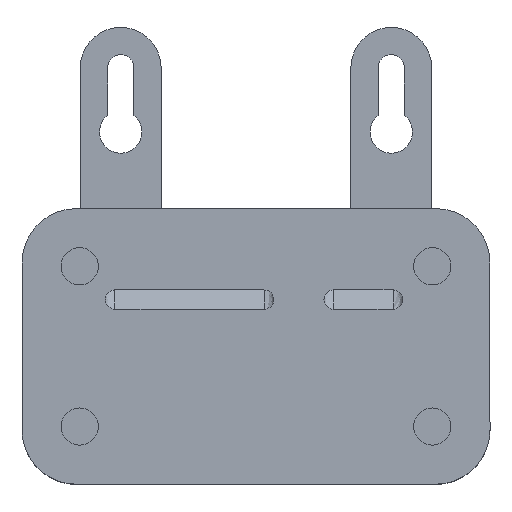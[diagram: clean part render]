
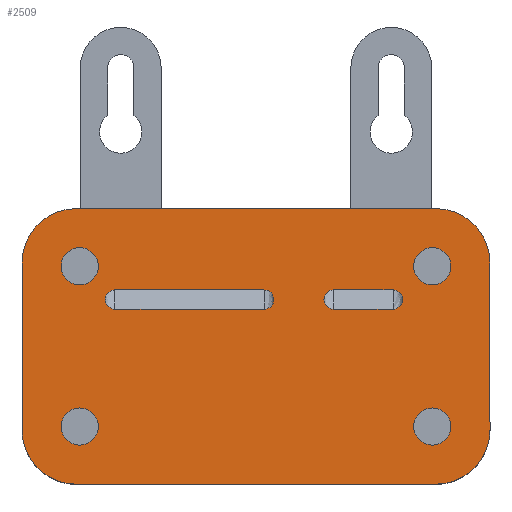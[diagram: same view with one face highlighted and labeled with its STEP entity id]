
A CAD part, top view. The second image highlights one B-rep face of the part: STEP entity #2509.
In plain terms, the highlighted planar face has unit normal (0, 0, 1).
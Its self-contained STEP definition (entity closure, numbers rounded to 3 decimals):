
#58=FACE_BOUND('',#403,.T.);
#59=FACE_BOUND('',#404,.T.);
#60=FACE_BOUND('',#405,.T.);
#61=FACE_BOUND('',#406,.T.);
#62=FACE_BOUND('',#407,.T.);
#63=FACE_BOUND('',#408,.T.);
#121=PLANE('',#2745);
#240=FACE_OUTER_BOUND('',#402,.T.);
#402=EDGE_LOOP('',(#2026,#2027,#2028,#2029,#2030,#2031,#2032,#2033));
#403=EDGE_LOOP('',(#2034,#2035,#2036,#2037));
#404=EDGE_LOOP('',(#2038,#2039,#2040,#2041));
#405=EDGE_LOOP('',(#2042));
#406=EDGE_LOOP('',(#2043));
#407=EDGE_LOOP('',(#2044));
#408=EDGE_LOOP('',(#2045));
#562=LINE('',#3856,#808);
#566=LINE('',#3881,#812);
#570=LINE('',#3902,#816);
#574=LINE('',#3927,#820);
#604=LINE('',#4044,#850);
#605=LINE('',#4048,#851);
#606=LINE('',#4052,#852);
#607=LINE('',#4055,#853);
#808=VECTOR('',#3129,10.);
#812=VECTOR('',#3139,10.);
#816=VECTOR('',#3149,10.);
#820=VECTOR('',#3159,10.);
#850=VECTOR('',#3265,10.);
#851=VECTOR('',#3268,10.);
#852=VECTOR('',#3271,10.);
#853=VECTOR('',#3274,10.);
#1025=CIRCLE('',#2701,1.5);
#1027=CIRCLE('',#2704,1.5);
#1029=CIRCLE('',#2707,1.5);
#1031=CIRCLE('',#2710,1.5);
#1044=CIRCLE('',#2738,2.9);
#1045=CIRCLE('',#2740,2.9);
#1046=CIRCLE('',#2742,2.9);
#1047=CIRCLE('',#2744,2.9);
#1048=CIRCLE('',#2746,8.5);
#1049=CIRCLE('',#2747,8.5);
#1050=CIRCLE('',#2748,8.5);
#1051=CIRCLE('',#2749,8.5);
#1170=VERTEX_POINT('',#3853);
#1171=VERTEX_POINT('',#3855);
#1173=VERTEX_POINT('',#3874);
#1175=VERTEX_POINT('',#3880);
#1178=VERTEX_POINT('',#3899);
#1179=VERTEX_POINT('',#3901);
#1181=VERTEX_POINT('',#3920);
#1183=VERTEX_POINT('',#3926);
#1212=VERTEX_POINT('',#4024);
#1213=VERTEX_POINT('',#4028);
#1214=VERTEX_POINT('',#4032);
#1215=VERTEX_POINT('',#4036);
#1216=VERTEX_POINT('',#4040);
#1217=VERTEX_POINT('',#4041);
#1218=VERTEX_POINT('',#4043);
#1219=VERTEX_POINT('',#4045);
#1220=VERTEX_POINT('',#4047);
#1221=VERTEX_POINT('',#4049);
#1222=VERTEX_POINT('',#4051);
#1223=VERTEX_POINT('',#4053);
#1446=EDGE_CURVE('',#1171,#1170,#562,.T.);
#1449=EDGE_CURVE('',#1173,#1171,#1025,.T.);
#1452=EDGE_CURVE('',#1175,#1173,#566,.T.);
#1455=EDGE_CURVE('',#1170,#1175,#1027,.T.);
#1458=EDGE_CURVE('',#1179,#1178,#570,.T.);
#1461=EDGE_CURVE('',#1181,#1179,#1029,.T.);
#1464=EDGE_CURVE('',#1183,#1181,#574,.T.);
#1467=EDGE_CURVE('',#1178,#1183,#1031,.T.);
#1504=EDGE_CURVE('',#1212,#1212,#1044,.T.);
#1506=EDGE_CURVE('',#1213,#1213,#1045,.T.);
#1508=EDGE_CURVE('',#1214,#1214,#1046,.T.);
#1510=EDGE_CURVE('',#1215,#1215,#1047,.T.);
#1512=EDGE_CURVE('',#1216,#1217,#1048,.T.);
#1513=EDGE_CURVE('',#1217,#1218,#604,.T.);
#1514=EDGE_CURVE('',#1218,#1219,#1049,.T.);
#1515=EDGE_CURVE('',#1219,#1220,#605,.T.);
#1516=EDGE_CURVE('',#1220,#1221,#1050,.T.);
#1517=EDGE_CURVE('',#1221,#1222,#606,.T.);
#1518=EDGE_CURVE('',#1222,#1223,#1051,.T.);
#1519=EDGE_CURVE('',#1223,#1216,#607,.T.);
#2026=ORIENTED_EDGE('',*,*,#1512,.T.);
#2027=ORIENTED_EDGE('',*,*,#1513,.T.);
#2028=ORIENTED_EDGE('',*,*,#1514,.T.);
#2029=ORIENTED_EDGE('',*,*,#1515,.T.);
#2030=ORIENTED_EDGE('',*,*,#1516,.T.);
#2031=ORIENTED_EDGE('',*,*,#1517,.T.);
#2032=ORIENTED_EDGE('',*,*,#1518,.T.);
#2033=ORIENTED_EDGE('',*,*,#1519,.T.);
#2034=ORIENTED_EDGE('',*,*,#1452,.T.);
#2035=ORIENTED_EDGE('',*,*,#1449,.T.);
#2036=ORIENTED_EDGE('',*,*,#1446,.T.);
#2037=ORIENTED_EDGE('',*,*,#1455,.T.);
#2038=ORIENTED_EDGE('',*,*,#1464,.T.);
#2039=ORIENTED_EDGE('',*,*,#1461,.T.);
#2040=ORIENTED_EDGE('',*,*,#1458,.T.);
#2041=ORIENTED_EDGE('',*,*,#1467,.T.);
#2042=ORIENTED_EDGE('',*,*,#1510,.T.);
#2043=ORIENTED_EDGE('',*,*,#1508,.T.);
#2044=ORIENTED_EDGE('',*,*,#1506,.T.);
#2045=ORIENTED_EDGE('',*,*,#1504,.T.);
#2509=ADVANCED_FACE('',(#240,#58,#59,#60,#61,#62,#63),#121,.T.);
#2701=AXIS2_PLACEMENT_3D('',#3875,#3133,#3134);
#2704=AXIS2_PLACEMENT_3D('',#3894,#3143,#3144);
#2707=AXIS2_PLACEMENT_3D('',#3921,#3153,#3154);
#2710=AXIS2_PLACEMENT_3D('',#3944,#3163,#3164);
#2738=AXIS2_PLACEMENT_3D('',#4025,#3243,#3244);
#2740=AXIS2_PLACEMENT_3D('',#4029,#3248,#3249);
#2742=AXIS2_PLACEMENT_3D('',#4033,#3253,#3254);
#2744=AXIS2_PLACEMENT_3D('',#4037,#3258,#3259);
#2745=AXIS2_PLACEMENT_3D('',#4039,#3261,#3262);
#2746=AXIS2_PLACEMENT_3D('',#4042,#3263,#3264);
#2747=AXIS2_PLACEMENT_3D('',#4046,#3266,#3267);
#2748=AXIS2_PLACEMENT_3D('',#4050,#3269,#3270);
#2749=AXIS2_PLACEMENT_3D('',#4054,#3272,#3273);
#3129=DIRECTION('',(-1.,0.,0.));
#3133=DIRECTION('center_axis',(0.,0.,-1.));
#3134=DIRECTION('ref_axis',(-1.,0.,0.));
#3139=DIRECTION('',(1.,0.,0.));
#3143=DIRECTION('center_axis',(0.,0.,-1.));
#3144=DIRECTION('ref_axis',(-1.,0.,0.));
#3149=DIRECTION('',(1.,0.,0.));
#3153=DIRECTION('center_axis',(0.,0.,-1.));
#3154=DIRECTION('ref_axis',(-1.,0.,0.));
#3159=DIRECTION('',(-1.,0.,0.));
#3163=DIRECTION('center_axis',(0.,0.,-1.));
#3164=DIRECTION('ref_axis',(-1.,0.,0.));
#3243=DIRECTION('center_axis',(0.,0.,-1.));
#3244=DIRECTION('ref_axis',(1.,0.,0.));
#3248=DIRECTION('center_axis',(0.,0.,-1.));
#3249=DIRECTION('ref_axis',(1.,0.,0.));
#3253=DIRECTION('center_axis',(0.,0.,-1.));
#3254=DIRECTION('ref_axis',(1.,0.,0.));
#3258=DIRECTION('center_axis',(0.,0.,-1.));
#3259=DIRECTION('ref_axis',(1.,0.,0.));
#3261=DIRECTION('center_axis',(0.,0.,1.));
#3262=DIRECTION('ref_axis',(1.,0.,0.));
#3263=DIRECTION('center_axis',(0.,0.,1.));
#3264=DIRECTION('ref_axis',(-1.,0.,0.));
#3265=DIRECTION('',(1.,0.,0.));
#3266=DIRECTION('center_axis',(0.,0.,1.));
#3267=DIRECTION('ref_axis',(0.,-1.,0.));
#3268=DIRECTION('',(0.,1.,0.));
#3269=DIRECTION('center_axis',(0.,0.,1.));
#3270=DIRECTION('ref_axis',(1.,0.,0.));
#3271=DIRECTION('',(-1.,0.,0.));
#3272=DIRECTION('center_axis',(0.,0.,1.));
#3273=DIRECTION('ref_axis',(0.,1.,0.));
#3274=DIRECTION('',(0.,-1.,0.));
#3853=CARTESIAN_POINT('',(44.598,23.308,30.));
#3855=CARTESIAN_POINT('',(53.894,23.308,30.));
#3856=CARTESIAN_POINT('',(43.197,23.308,30.));
#3874=CARTESIAN_POINT('',(53.894,26.308,30.));
#3875=CARTESIAN_POINT('Origin',(53.894,24.808,30.));
#3880=CARTESIAN_POINT('',(44.545,26.307,30.));
#3881=CARTESIAN_POINT('',(38.522,26.307,30.));
#3894=CARTESIAN_POINT('Origin',(44.598,24.808,30.));
#3899=CARTESIAN_POINT('',(33.742,26.308,30.));
#3901=CARTESIAN_POINT('',(10.5,26.308,30.));
#3902=CARTESIAN_POINT('',(21.5,26.308,30.));
#3920=CARTESIAN_POINT('',(10.5,23.308,30.));
#3921=CARTESIAN_POINT('Origin',(10.5,24.808,30.));
#3926=CARTESIAN_POINT('',(33.779,23.308,30.));
#3927=CARTESIAN_POINT('',(33.14,23.308,30.));
#3944=CARTESIAN_POINT('Origin',(33.779,24.808,30.));
#4024=CARTESIAN_POINT('',(2.1,30.,30.));
#4025=CARTESIAN_POINT('Origin',(5.,30.,30.));
#4028=CARTESIAN_POINT('',(57.1,30.,30.));
#4029=CARTESIAN_POINT('Origin',(60.,30.,30.));
#4032=CARTESIAN_POINT('',(57.1,5.,30.));
#4033=CARTESIAN_POINT('Origin',(60.,5.,30.));
#4036=CARTESIAN_POINT('',(2.1,5.,30.));
#4037=CARTESIAN_POINT('Origin',(5.,5.,30.));
#4039=CARTESIAN_POINT('Origin',(32.5,17.5,30.));
#4040=CARTESIAN_POINT('',(-4.,4.5,30.));
#4041=CARTESIAN_POINT('',(4.5,-4.,30.));
#4042=CARTESIAN_POINT('Origin',(4.5,4.5,30.));
#4043=CARTESIAN_POINT('',(60.5,-4.,30.));
#4044=CARTESIAN_POINT('',(60.5,-4.,30.));
#4045=CARTESIAN_POINT('',(69.,4.5,30.));
#4046=CARTESIAN_POINT('Origin',(60.5,4.5,30.));
#4047=CARTESIAN_POINT('',(69.,30.5,30.));
#4048=CARTESIAN_POINT('',(69.,30.5,30.));
#4049=CARTESIAN_POINT('',(60.5,39.,30.));
#4050=CARTESIAN_POINT('Origin',(60.5,30.5,30.));
#4051=CARTESIAN_POINT('',(4.5,39.,30.));
#4052=CARTESIAN_POINT('',(4.5,39.,30.));
#4053=CARTESIAN_POINT('',(-4.,30.5,30.));
#4054=CARTESIAN_POINT('Origin',(4.5,30.5,30.));
#4055=CARTESIAN_POINT('',(-4.,4.5,30.));
